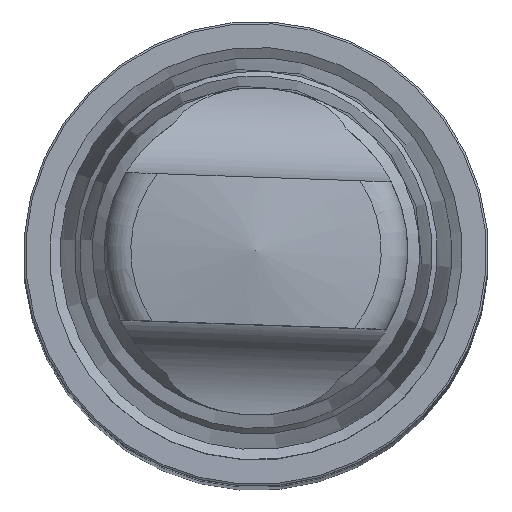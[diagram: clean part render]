
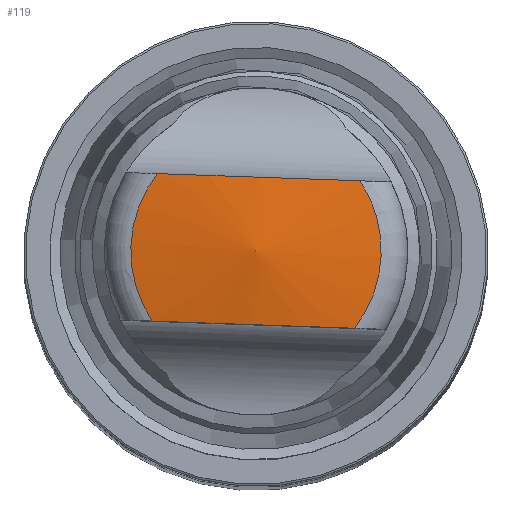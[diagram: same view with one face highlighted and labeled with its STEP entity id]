
A CAD part, top view. The second image highlights one B-rep face of the part: STEP entity #119.
In plain terms, the highlighted conical face has half-angle 82 degrees and reference radius 10.098 mm.
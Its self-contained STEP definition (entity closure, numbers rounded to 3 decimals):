
#63=VERTEX_LOOP('',#280);
#73=CONICAL_SURFACE('',#417,10.098,82.);
#96=FACE_BOUND('',#166,.T.);
#97=FACE_BOUND('',#63,.T.);
#119=ADVANCED_FACE('',(#96,#97),#73,.T.);
#166=EDGE_LOOP('',(#221,#222,#223,#224));
#221=ORIENTED_EDGE('',*,*,#314,.F.);
#222=ORIENTED_EDGE('',*,*,#293,.T.);
#223=ORIENTED_EDGE('',*,*,#315,.F.);
#224=ORIENTED_EDGE('',*,*,#312,.T.);
#261=VERTEX_POINT('',#587);
#262=VERTEX_POINT('',#601);
#278=VERTEX_POINT('',#686);
#279=VERTEX_POINT('',#688);
#280=VERTEX_POINT('',#718);
#293=EDGE_CURVE('',#261,#262,#324,.T.);
#312=EDGE_CURVE('',#279,#278,#336,.T.);
#314=EDGE_CURVE('',#261,#278,#358,.T.);
#315=EDGE_CURVE('',#279,#262,#359,.T.);
#324=CIRCLE('',#393,10.098);
#336=CIRCLE('',#415,10.098);
#358=B_SPLINE_CURVE_WITH_KNOTS('',3,(#706,#707,#708,#709,#710,#711),
 .UNSPECIFIED.,.F.,.F.,(4,2,4),(0.,0.5,1.),.UNSPECIFIED.);
#359=B_SPLINE_CURVE_WITH_KNOTS('',3,(#712,#713,#714,#715,#716,#717),
 .UNSPECIFIED.,.F.,.F.,(4,2,4),(0.,0.5,1.),.UNSPECIFIED.);
#393=AXIS2_PLACEMENT_3D('',#602,#454,#455);
#415=AXIS2_PLACEMENT_3D('',#687,#500,#501);
#417=AXIS2_PLACEMENT_3D('',#719,#504,#505);
#454=DIRECTION('',(0.,0.,1.));
#455=DIRECTION('',(0.962,0.274,0.));
#500=DIRECTION('',(0.,0.,1.));
#501=DIRECTION('',(0.962,0.274,0.));
#504=DIRECTION('',(0.,0.,-1.));
#505=DIRECTION('',(0.962,0.274,0.));
#587=CARTESIAN_POINT('',(7.943,-6.235,116.081));
#601=CARTESIAN_POINT('',(8.364,5.658,116.081));
#602=CARTESIAN_POINT('',(0.,0.,116.081));
#686=CARTESIAN_POINT('',(-8.364,-5.658,116.081));
#687=CARTESIAN_POINT('',(0.,0.,116.081));
#688=CARTESIAN_POINT('',(-7.943,6.235,116.081));
#706=CARTESIAN_POINT('',(7.943,-6.235,116.081));
#707=CARTESIAN_POINT('',(5.236,-6.139,116.388));
#708=CARTESIAN_POINT('',(2.526,-6.043,116.663));
#709=CARTESIAN_POINT('',(-2.922,-5.85,116.665));
#710=CARTESIAN_POINT('',(-5.65,-5.754,116.389));
#711=CARTESIAN_POINT('',(-8.364,-5.658,116.081));
#712=CARTESIAN_POINT('',(-7.943,6.235,116.081));
#713=CARTESIAN_POINT('',(-5.236,6.139,116.388));
#714=CARTESIAN_POINT('',(-2.526,6.043,116.663));
#715=CARTESIAN_POINT('',(2.922,5.85,116.665));
#716=CARTESIAN_POINT('',(5.65,5.754,116.389));
#717=CARTESIAN_POINT('',(8.364,5.658,116.081));
#718=CARTESIAN_POINT('',(0.,0.,117.5));
#719=CARTESIAN_POINT('',(0.,0.,116.081));
